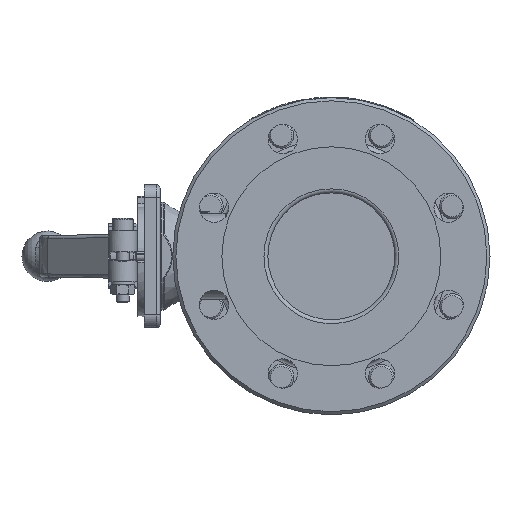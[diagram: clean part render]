
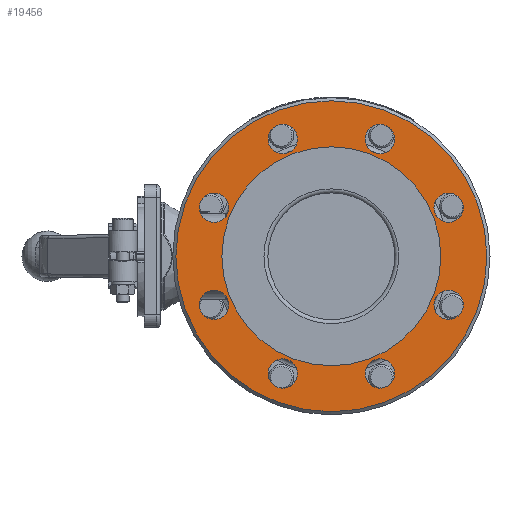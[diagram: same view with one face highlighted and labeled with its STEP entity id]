
A CAD part, left-side view. The second image highlights one B-rep face of the part: STEP entity #19456.
In plain terms, the highlighted planar face has unit normal (-1, 0, 0).
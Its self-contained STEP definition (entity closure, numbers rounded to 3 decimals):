
#394 = EDGE_LOOP ( 'NONE', ( #22667 ) ) ;
#743 = EDGE_CURVE ( 'NONE', #21306, #21306, #30679, .T. ) ;
#1396 = DIRECTION ( 'NONE',  ( 0., 0., -1. ) ) ;
#1548 = FACE_BOUND ( 'NONE', #24484, .T. ) ;
#3209 = CIRCLE ( 'NONE', #12648, 69. ) ;
#3826 = DIRECTION ( 'NONE',  ( 0., 0., -1. ) ) ;
#4215 = CIRCLE ( 'NONE', #22235, 9.25 ) ;
#4408 = EDGE_LOOP ( 'NONE', ( #29638 ) ) ;
#4536 = AXIS2_PLACEMENT_3D ( 'NONE', #22952, #19242, #31272 ) ;
#5100 = CIRCLE ( 'NONE', #31730, 98. ) ;
#5945 = FACE_BOUND ( 'NONE', #33325, .T. ) ;
#7059 = VERTEX_POINT ( 'NONE', #8210 ) ;
#7204 = AXIS2_PLACEMENT_3D ( 'NONE', #26378, #12685, #38399 ) ;
#7898 = EDGE_CURVE ( 'NONE', #23168, #23168, #19234, .T. ) ;
#8143 = DIRECTION ( 'NONE',  ( 1., 0., 0. ) ) ;
#8210 = CARTESIAN_POINT ( 'NONE',  ( -55.5, -39.615, -83.16 ) ) ;
#8225 = EDGE_CURVE ( 'NONE', #14892, #14892, #20736, .T. ) ;
#9156 = FACE_BOUND ( 'NONE', #394, .T. ) ;
#9563 = AXIS2_PLACEMENT_3D ( 'NONE', #42873, #26955, #12766 ) ;
#10870 = CARTESIAN_POINT ( 'NONE',  ( -55.5, 64.91, 21.365 ) ) ;
#11816 = EDGE_CURVE ( 'NONE', #7059, #7059, #19772, .T. ) ;
#12346 = FACE_BOUND ( 'NONE', #40516, .T. ) ;
#12382 = VERTEX_POINT ( 'NONE', #28318 ) ;
#12648 = AXIS2_PLACEMENT_3D ( 'NONE', #23601, #8143, #23104 ) ;
#12685 = DIRECTION ( 'NONE',  ( 1., 0., 0. ) ) ;
#12766 = DIRECTION ( 'NONE',  ( 0., 0., -1. ) ) ;
#13781 = AXIS2_PLACEMENT_3D ( 'NONE', #21739, #14153, #17586 ) ;
#14079 = VERTEX_POINT ( 'NONE', #10870 ) ;
#14153 = DIRECTION ( 'NONE',  ( 1., 0., 0. ) ) ;
#14892 = VERTEX_POINT ( 'NONE', #38095 ) ;
#15304 = ORIENTED_EDGE ( 'NONE', *, *, #7898, .T. ) ;
#17041 = EDGE_LOOP ( 'NONE', ( #17717 ) ) ;
#17204 = EDGE_CURVE ( 'NONE', #12382, #12382, #4215, .T. ) ;
#17502 = VERTEX_POINT ( 'NONE', #29516 ) ;
#17586 = DIRECTION ( 'NONE',  ( 0., 0., -1. ) ) ;
#17687 = CIRCLE ( 'NONE', #13781, 9.25 ) ;
#17717 = ORIENTED_EDGE ( 'NONE', *, *, #30751, .T. ) ;
#18790 = DIRECTION ( 'NONE',  ( 1., 0., 0. ) ) ;
#19234 = CIRCLE ( 'NONE', #46611, 9.25 ) ;
#19242 = DIRECTION ( 'NONE',  ( 1., 0., 0. ) ) ;
#19456 = ADVANCED_FACE ( 'NONE', ( #46841, #12346, #1548, #5945, #9156, #35590, #28283, #43191, #39536, #38805 ), #20188, .T. ) ;
#19772 = CIRCLE ( 'NONE', #40894, 9.25 ) ;
#20188 = PLANE ( 'NONE',  #23080 ) ;
#20543 = CARTESIAN_POINT ( 'NONE',  ( -55.5, -39.615, -73.91 ) ) ;
#20736 = CIRCLE ( 'NONE', #37917, 9.25 ) ;
#20912 = DIRECTION ( 'NONE',  ( 0., 0., 1. ) ) ;
#21306 = VERTEX_POINT ( 'NONE', #47225 ) ;
#21739 = CARTESIAN_POINT ( 'NONE',  ( -55.5, -82.91, 30.615 ) ) ;
#21834 = EDGE_LOOP ( 'NONE', ( #39199 ) ) ;
#21903 = EDGE_LOOP ( 'NONE', ( #36237 ) ) ;
#22235 = AXIS2_PLACEMENT_3D ( 'NONE', #34960, #45482, #1396 ) ;
#22667 = ORIENTED_EDGE ( 'NONE', *, *, #43522, .T. ) ;
#22952 = CARTESIAN_POINT ( 'NONE',  ( -55.5, 64.91, 30.615 ) ) ;
#23058 = CARTESIAN_POINT ( 'NONE',  ( -55.5, -9., 0. ) ) ;
#23080 = AXIS2_PLACEMENT_3D ( 'NONE', #31458, #46368, #20912 ) ;
#23104 = DIRECTION ( 'NONE',  ( 0., 1., 0. ) ) ;
#23168 = VERTEX_POINT ( 'NONE', #29627 ) ;
#23601 = CARTESIAN_POINT ( 'NONE',  ( -55.5, -9., 0. ) ) ;
#24484 = EDGE_LOOP ( 'NONE', ( #41307 ) ) ;
#24666 = DIRECTION ( 'NONE',  ( 1., 0., 0. ) ) ;
#25042 = ORIENTED_EDGE ( 'NONE', *, *, #743, .T. ) ;
#26378 = CARTESIAN_POINT ( 'NONE',  ( -55.5, -82.91, -30.615 ) ) ;
#26514 = CARTESIAN_POINT ( 'NONE',  ( -55.5, 60., 0. ) ) ;
#26955 = DIRECTION ( 'NONE',  ( 1., 0., 0. ) ) ;
#27006 = CARTESIAN_POINT ( 'NONE',  ( -55.5, -82.91, -39.865 ) ) ;
#27622 = CARTESIAN_POINT ( 'NONE',  ( -55.5, 21.615, -73.91 ) ) ;
#28283 = FACE_BOUND ( 'NONE', #29896, .T. ) ;
#28318 = CARTESIAN_POINT ( 'NONE',  ( -55.5, 21.615, 64.66 ) ) ;
#28371 = CIRCLE ( 'NONE', #7204, 9.25 ) ;
#28550 = VERTEX_POINT ( 'NONE', #47346 ) ;
#28972 = ORIENTED_EDGE ( 'NONE', *, *, #43890, .T. ) ;
#29516 = CARTESIAN_POINT ( 'NONE',  ( -55.5, -82.91, 21.365 ) ) ;
#29627 = CARTESIAN_POINT ( 'NONE',  ( -55.5, -39.615, 64.66 ) ) ;
#29638 = ORIENTED_EDGE ( 'NONE', *, *, #17204, .T. ) ;
#29896 = EDGE_LOOP ( 'NONE', ( #25042 ) ) ;
#29922 = EDGE_CURVE ( 'NONE', #28550, #28550, #5100, .T. ) ;
#30679 = CIRCLE ( 'NONE', #9563, 9.25 ) ;
#30702 = VERTEX_POINT ( 'NONE', #27006 ) ;
#30751 = EDGE_CURVE ( 'NONE', #17502, #17502, #17687, .T. ) ;
#31272 = DIRECTION ( 'NONE',  ( 0., 0., -1. ) ) ;
#31316 = DIRECTION ( 'NONE',  ( 0., 0., -1. ) ) ;
#31458 = CARTESIAN_POINT ( 'NONE',  ( -55.5, 74.5, 0. ) ) ;
#31730 = AXIS2_PLACEMENT_3D ( 'NONE', #23058, #40721, #37981 ) ;
#33325 = EDGE_LOOP ( 'NONE', ( #15304 ) ) ;
#33804 = EDGE_CURVE ( 'NONE', #14079, #14079, #38997, .T. ) ;
#34960 = CARTESIAN_POINT ( 'NONE',  ( -55.5, 21.615, 73.91 ) ) ;
#35590 = FACE_BOUND ( 'NONE', #21834, .T. ) ;
#36237 = ORIENTED_EDGE ( 'NONE', *, *, #11816, .T. ) ;
#37917 = AXIS2_PLACEMENT_3D ( 'NONE', #27622, #24666, #38880 ) ;
#37981 = DIRECTION ( 'NONE',  ( 0., 1., 0. ) ) ;
#38095 = CARTESIAN_POINT ( 'NONE',  ( -55.5, 21.615, -83.16 ) ) ;
#38399 = DIRECTION ( 'NONE',  ( 0., 0., -1. ) ) ;
#38805 = FACE_BOUND ( 'NONE', #4408, .T. ) ;
#38880 = DIRECTION ( 'NONE',  ( 0., 0., -1. ) ) ;
#38997 = CIRCLE ( 'NONE', #4536, 9.25 ) ;
#39199 = ORIENTED_EDGE ( 'NONE', *, *, #8225, .T. ) ;
#39398 = DIRECTION ( 'NONE',  ( 1., 0., 0. ) ) ;
#39536 = FACE_BOUND ( 'NONE', #17041, .T. ) ;
#40516 = EDGE_LOOP ( 'NONE', ( #28972 ) ) ;
#40559 = ORIENTED_EDGE ( 'NONE', *, *, #29922, .F. ) ;
#40627 = CARTESIAN_POINT ( 'NONE',  ( -55.5, -39.615, 73.91 ) ) ;
#40721 = DIRECTION ( 'NONE',  ( 1., 0., 0. ) ) ;
#40894 = AXIS2_PLACEMENT_3D ( 'NONE', #20543, #39398, #31316 ) ;
#41307 = ORIENTED_EDGE ( 'NONE', *, *, #33804, .T. ) ;
#42355 = EDGE_LOOP ( 'NONE', ( #40559 ) ) ;
#42873 = CARTESIAN_POINT ( 'NONE',  ( -55.5, 64.91, -30.615 ) ) ;
#43191 = FACE_BOUND ( 'NONE', #21903, .T. ) ;
#43522 = EDGE_CURVE ( 'NONE', #30702, #30702, #28371, .T. ) ;
#43890 = EDGE_CURVE ( 'NONE', #48288, #48288, #3209, .T. ) ;
#45482 = DIRECTION ( 'NONE',  ( 1., 0., 0. ) ) ;
#46368 = DIRECTION ( 'NONE',  ( -1., 0., 0. ) ) ;
#46611 = AXIS2_PLACEMENT_3D ( 'NONE', #40627, #18790, #3826 ) ;
#46841 = FACE_OUTER_BOUND ( 'NONE', #42355, .T. ) ;
#47225 = CARTESIAN_POINT ( 'NONE',  ( -55.5, 64.91, -39.865 ) ) ;
#47346 = CARTESIAN_POINT ( 'NONE',  ( -55.5, 89., 0. ) ) ;
#48288 = VERTEX_POINT ( 'NONE', #26514 ) ;
